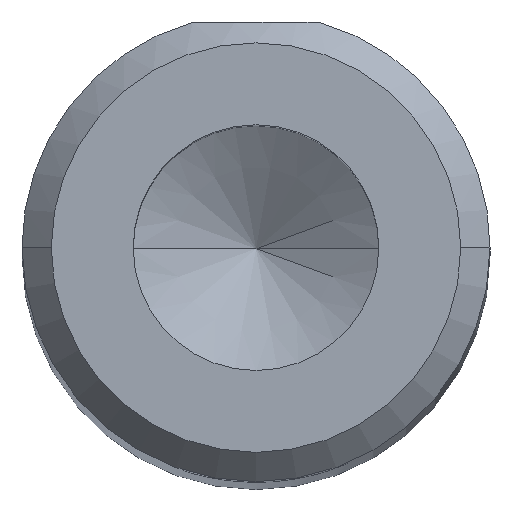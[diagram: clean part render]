
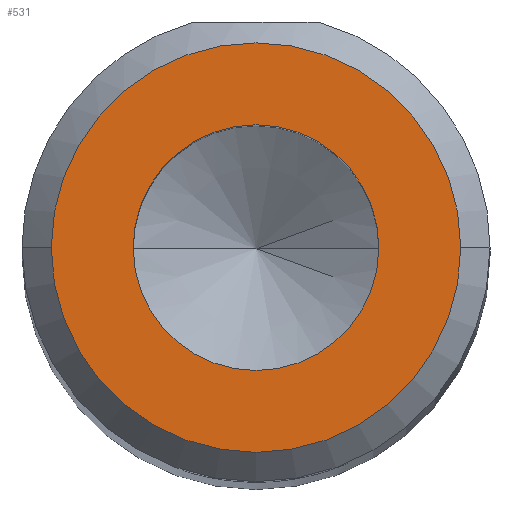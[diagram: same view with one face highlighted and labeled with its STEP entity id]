
A CAD part, top view. The second image highlights one B-rep face of the part: STEP entity #531.
In plain terms, the highlighted planar face has unit normal (0, 0, 1).
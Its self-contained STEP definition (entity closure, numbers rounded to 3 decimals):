
#4 = AXIS2_PLACEMENT_3D ( 'NONE', #945, #376, #1049 ) ;
#43 = ORIENTED_EDGE ( 'NONE', *, *, #1088, .F. ) ;
#72 = DIRECTION ( 'NONE',  ( 1., 0., 0. ) ) ;
#148 = AXIS2_PLACEMENT_3D ( 'NONE', #997, #425, #1097 ) ;
#154 = AXIS2_PLACEMENT_3D ( 'NONE', #1229, #644, #72 ) ;
#174 = AXIS2_PLACEMENT_3D ( 'NONE', #304, #875, #1181 ) ;
#218 = ORIENTED_EDGE ( 'NONE', *, *, #776, .T. ) ;
#304 = CARTESIAN_POINT ( 'NONE',  ( 0., 0., 40. ) ) ;
#305 = CIRCLE ( 'NONE', #154, 2.1 ) ;
#355 = CARTESIAN_POINT ( 'NONE',  ( 0., 0., 40. ) ) ;
#376 = DIRECTION ( 'NONE',  ( 0., 0., 1. ) ) ;
#412 = CARTESIAN_POINT ( 'NONE',  ( 2.1, 0., 40. ) ) ;
#425 = DIRECTION ( 'NONE',  ( 0., 0., 1. ) ) ;
#434 = CARTESIAN_POINT ( 'NONE',  ( -2.1, 0., 40. ) ) ;
#453 = DIRECTION ( 'NONE',  ( 1., 0., 0. ) ) ;
#495 = EDGE_LOOP ( 'NONE', ( #929, #218 ) ) ;
#523 = EDGE_LOOP ( 'NONE', ( #43, #1060 ) ) ;
#531 = ADVANCED_FACE ( 'NONE', ( #1253, #1080 ), #1076, .T. ) ;
#556 = CIRCLE ( 'NONE', #148, 2.1 ) ;
#614 = VERTEX_POINT ( 'NONE', #412 ) ;
#638 = CARTESIAN_POINT ( 'NONE',  ( -3.5, 0., 40. ) ) ;
#644 = DIRECTION ( 'NONE',  ( 0., 0., 1. ) ) ;
#691 = VERTEX_POINT ( 'NONE', #434 ) ;
#776 = EDGE_CURVE ( 'NONE', #855, #1079, #1168, .T. ) ;
#778 = CIRCLE ( 'NONE', #1209, 3.5 ) ;
#795 = CARTESIAN_POINT ( 'NONE',  ( 3.5, 0., 40. ) ) ;
#855 = VERTEX_POINT ( 'NONE', #795 ) ;
#856 = EDGE_CURVE ( 'NONE', #691, #614, #556, .T. ) ;
#875 = DIRECTION ( 'NONE',  ( 0., 0., 1. ) ) ;
#929 = ORIENTED_EDGE ( 'NONE', *, *, #1081, .T. ) ;
#945 = CARTESIAN_POINT ( 'NONE',  ( 0., 0., 40. ) ) ;
#997 = CARTESIAN_POINT ( 'NONE',  ( 0., 0., 40. ) ) ;
#1026 = DIRECTION ( 'NONE',  ( 0., 0., 1. ) ) ;
#1049 = DIRECTION ( 'NONE',  ( 1., 0., 0. ) ) ;
#1060 = ORIENTED_EDGE ( 'NONE', *, *, #856, .F. ) ;
#1076 = PLANE ( 'NONE',  #174 ) ;
#1079 = VERTEX_POINT ( 'NONE', #638 ) ;
#1080 = FACE_BOUND ( 'NONE', #523, .T. ) ;
#1081 = EDGE_CURVE ( 'NONE', #1079, #855, #778, .T. ) ;
#1088 = EDGE_CURVE ( 'NONE', #614, #691, #305, .T. ) ;
#1097 = DIRECTION ( 'NONE',  ( 1., 0., 0. ) ) ;
#1168 = CIRCLE ( 'NONE', #4, 3.5 ) ;
#1181 = DIRECTION ( 'NONE',  ( 1., 0., 0. ) ) ;
#1209 = AXIS2_PLACEMENT_3D ( 'NONE', #355, #1026, #453 ) ;
#1229 = CARTESIAN_POINT ( 'NONE',  ( 0., 0., 40. ) ) ;
#1253 = FACE_OUTER_BOUND ( 'NONE', #495, .T. ) ;
